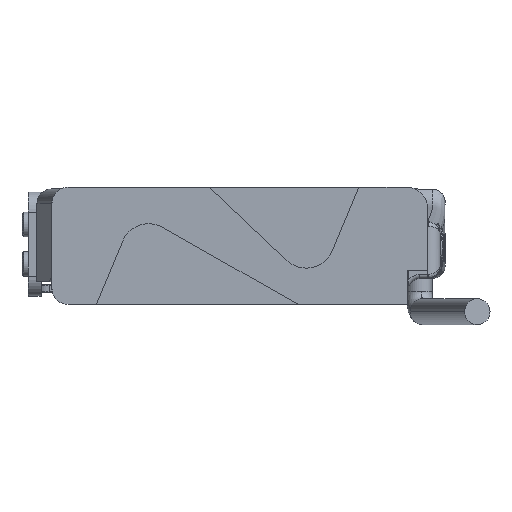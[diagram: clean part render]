
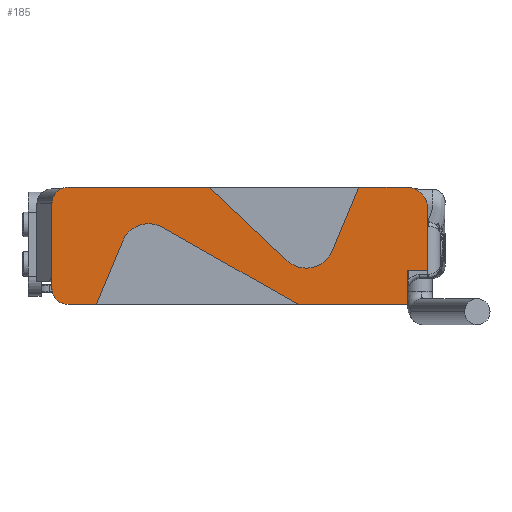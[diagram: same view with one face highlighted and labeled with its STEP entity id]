
A CAD part, left-side view. The second image highlights one B-rep face of the part: STEP entity #185.
In plain terms, the highlighted planar face has unit normal (-1, 0, 0).
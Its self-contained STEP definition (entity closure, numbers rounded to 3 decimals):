
#76 = ORIENTED_EDGE ( 'NONE', *, *, #24135, .F. ) ;
#149 = CARTESIAN_POINT ( 'NONE',  ( -27.1, 15.5, 0. ) ) ;
#185 = ADVANCED_FACE ( 'NONE', ( #30561 ), #26872, .F. ) ;
#215 = VERTEX_POINT ( 'NONE', #38455 ) ;
#545 = EDGE_CURVE ( 'NONE', #14723, #11443, #38938, .T. ) ;
#547 = EDGE_CURVE ( 'NONE', #46282, #17544, #28731, .T. ) ;
#640 = CARTESIAN_POINT ( 'NONE',  ( -27.1, 15.5, 2. ) ) ;
#649 = ORIENTED_EDGE ( 'NONE', *, *, #1040, .F. ) ;
#941 = DIRECTION ( 'NONE',  ( -1., 0., 0. ) ) ;
#1040 = EDGE_CURVE ( 'NONE', #14723, #4569, #5877, .T. ) ;
#1064 = LINE ( 'NONE', #21093, #10120 ) ;
#1271 = ORIENTED_EDGE ( 'NONE', *, *, #45087, .T. ) ;
#1905 = VECTOR ( 'NONE', #38332, 1000. ) ;
#1986 = DIRECTION ( 'NONE',  ( 0., 0.385, -0.923 ) ) ;
#2081 = VERTEX_POINT ( 'NONE', #16319 ) ;
#2380 = CARTESIAN_POINT ( 'NONE',  ( -27.1, -22.5, 14.5 ) ) ;
#2623 = EDGE_CURVE ( 'NONE', #28860, #28836, #35611, .T. ) ;
#3108 = VERTEX_POINT ( 'NONE', #2380 ) ;
#3142 = CIRCLE ( 'NONE', #11196, 3.5 ) ;
#3803 = CARTESIAN_POINT ( 'NONE',  ( -27.1, 15.5, 2.5 ) ) ;
#4458 = EDGE_LOOP ( 'NONE', ( #13410, #46251, #76, #1271, #47816, #42427, #33338, #6231, #37923, #12105, #35915, #27362, #14708, #14652, #7332, #649, #10887 ) ) ;
#4569 = VERTEX_POINT ( 'NONE', #14261 ) ;
#5179 = EDGE_CURVE ( 'NONE', #28860, #46282, #37915, .T. ) ;
#5287 = CARTESIAN_POINT ( 'NONE',  ( -27.1, -4., 14.5 ) ) ;
#5858 = CARTESIAN_POINT ( 'NONE',  ( -27.1, 13.5, 12.5 ) ) ;
#5877 = LINE ( 'NONE', #30760, #35208 ) ;
#6231 = ORIENTED_EDGE ( 'NONE', *, *, #38473, .F. ) ;
#6266 = VECTOR ( 'NONE', #44078, 1000. ) ;
#6417 = AXIS2_PLACEMENT_3D ( 'NONE', #22816, #49589, #26642 ) ;
#6645 = CARTESIAN_POINT ( 'NONE',  ( -27.1, 15.5, 12.5 ) ) ;
#6670 = CARTESIAN_POINT ( 'NONE',  ( -27.1, -31., 12. ) ) ;
#7332 = ORIENTED_EDGE ( 'NONE', *, *, #33989, .F. ) ;
#8055 = CIRCLE ( 'NONE', #23584, 2.5 ) ;
#8256 = LINE ( 'NONE', #40949, #48995 ) ;
#8486 = LINE ( 'NONE', #29340, #47984 ) ;
#8878 = VERTEX_POINT ( 'NONE', #24806 ) ;
#9739 = DIRECTION ( 'NONE',  ( 0., 1., 0. ) ) ;
#10120 = VECTOR ( 'NONE', #1986, 1000. ) ;
#10887 = ORIENTED_EDGE ( 'NONE', *, *, #545, .T. ) ;
#10897 = DIRECTION ( 'NONE',  ( -1., 0., 0. ) ) ;
#10926 = EDGE_CURVE ( 'NONE', #44367, #2081, #8256, .T. ) ;
#11196 = AXIS2_PLACEMENT_3D ( 'NONE', #33830, #10897, #37673 ) ;
#11443 = VERTEX_POINT ( 'NONE', #38559 ) ;
#11464 = VECTOR ( 'NONE', #28916, 1000. ) ;
#11767 = VERTEX_POINT ( 'NONE', #28806 ) ;
#11910 = CARTESIAN_POINT ( 'NONE',  ( -27.1, -15., 0. ) ) ;
#12105 = ORIENTED_EDGE ( 'NONE', *, *, #5179, .T. ) ;
#13410 = ORIENTED_EDGE ( 'NONE', *, *, #21095, .F. ) ;
#14237 = DIRECTION ( 'NONE',  ( 0., 0., -1. ) ) ;
#14261 = CARTESIAN_POINT ( 'NONE',  ( -27.1, 1.769, 9.542 ) ) ;
#14652 = ORIENTED_EDGE ( 'NONE', *, *, #21561, .F. ) ;
#14708 = ORIENTED_EDGE ( 'NONE', *, *, #10926, .T. ) ;
#14723 = VERTEX_POINT ( 'NONE', #11910 ) ;
#15569 = CIRCLE ( 'NONE', #30416, 2. ) ;
#16015 = EDGE_CURVE ( 'NONE', #11767, #44758, #31233, .T. ) ;
#16111 = AXIS2_PLACEMENT_3D ( 'NONE', #3803, #49657, #22905 ) ;
#16310 = DIRECTION ( 'NONE',  ( -1., 0., 0. ) ) ;
#16319 = CARTESIAN_POINT ( 'NONE',  ( -27.1, 10., 0. ) ) ;
#17266 = CARTESIAN_POINT ( 'NONE',  ( -27.1, 13.5, 0. ) ) ;
#17312 = CARTESIAN_POINT ( 'NONE',  ( -27.1, 15.5, 14.5 ) ) ;
#17519 = VERTEX_POINT ( 'NONE', #31258 ) ;
#17544 = VERTEX_POINT ( 'NONE', #640 ) ;
#17774 = VECTOR ( 'NONE', #32051, 1000. ) ;
#18013 = VERTEX_POINT ( 'NONE', #6670 ) ;
#21093 = CARTESIAN_POINT ( 'NONE',  ( -27.1, 10., 0. ) ) ;
#21095 = EDGE_CURVE ( 'NONE', #11767, #11443, #47286, .T. ) ;
#21561 = EDGE_CURVE ( 'NONE', #215, #2081, #1064, .T. ) ;
#22816 = CARTESIAN_POINT ( 'NONE',  ( -27.1, 3.5, 6.5 ) ) ;
#22844 = LINE ( 'NONE', #25066, #11464 ) ;
#22905 = DIRECTION ( 'NONE',  ( 0., 1., 0. ) ) ;
#23427 = CARTESIAN_POINT ( 'NONE',  ( -27.1, 15.5, 4.2 ) ) ;
#23584 = AXIS2_PLACEMENT_3D ( 'NONE', #39257, #16310, #43112 ) ;
#23911 = CARTESIAN_POINT ( 'NONE',  ( -27.1, 13.5, 2. ) ) ;
#24135 = EDGE_CURVE ( 'NONE', #18013, #44758, #28245, .T. ) ;
#24806 = CARTESIAN_POINT ( 'NONE',  ( -27.1, -28.5, 14.5 ) ) ;
#25066 = CARTESIAN_POINT ( 'NONE',  ( -27.1, -19.231, 6.654 ) ) ;
#25833 = AXIS2_PLACEMENT_3D ( 'NONE', #5858, #32639, #9739 ) ;
#26642 = DIRECTION ( 'NONE',  ( 0., -1., 0. ) ) ;
#26872 = PLANE ( 'NONE',  #16111 ) ;
#26918 = CARTESIAN_POINT ( 'NONE',  ( -27.1, 15.5, 2.5 ) ) ;
#27362 = ORIENTED_EDGE ( 'NONE', *, *, #42112, .T. ) ;
#27523 = VECTOR ( 'NONE', #38504, 1000. ) ;
#27578 = CARTESIAN_POINT ( 'NONE',  ( -27.1, -31., 4.2 ) ) ;
#27642 = CARTESIAN_POINT ( 'NONE',  ( -27.1, 13.5, 14.5 ) ) ;
#27754 = DIRECTION ( 'NONE',  ( 0., 1., 0. ) ) ;
#28245 = LINE ( 'NONE', #37133, #37234 ) ;
#28505 = DIRECTION ( 'NONE',  ( 0., 0., -1. ) ) ;
#28731 = LINE ( 'NONE', #26918, #27523 ) ;
#28799 = CARTESIAN_POINT ( 'NONE',  ( -27.1, -13.6, 5.453 ) ) ;
#28806 = CARTESIAN_POINT ( 'NONE',  ( -27.1, -28.5, 4.2 ) ) ;
#28836 = VERTEX_POINT ( 'NONE', #46374 ) ;
#28860 = VERTEX_POINT ( 'NONE', #27642 ) ;
#28916 = DIRECTION ( 'NONE',  ( 0., -0.385, 0.923 ) ) ;
#29340 = CARTESIAN_POINT ( 'NONE',  ( -27.1, 15.5, 14.5 ) ) ;
#30016 = EDGE_CURVE ( 'NONE', #3108, #8878, #8486, .T. ) ;
#30416 = AXIS2_PLACEMENT_3D ( 'NONE', #23911, #941, #27754 ) ;
#30561 = FACE_OUTER_BOUND ( 'NONE', #4458, .T. ) ;
#30760 = CARTESIAN_POINT ( 'NONE',  ( -27.1, 1.769, 9.542 ) ) ;
#31233 = LINE ( 'NONE', #23427, #1905 ) ;
#31258 = CARTESIAN_POINT ( 'NONE',  ( -27.1, -19.231, 6.654 ) ) ;
#32051 = DIRECTION ( 'NONE',  ( 0., -0.728, -0.686 ) ) ;
#32639 = DIRECTION ( 'NONE',  ( -1., 0., 0. ) ) ;
#33338 = ORIENTED_EDGE ( 'NONE', *, *, #41380, .F. ) ;
#33775 = DIRECTION ( 'NONE',  ( 0., -1., 0. ) ) ;
#33830 = CARTESIAN_POINT ( 'NONE',  ( -27.1, -16., 8. ) ) ;
#33989 = EDGE_CURVE ( 'NONE', #4569, #215, #49038, .T. ) ;
#35208 = VECTOR ( 'NONE', #38521, 1000. ) ;
#35611 = LINE ( 'NONE', #17312, #6266 ) ;
#35915 = ORIENTED_EDGE ( 'NONE', *, *, #547, .T. ) ;
#37133 = CARTESIAN_POINT ( 'NONE',  ( -27.1, -31., 2.5 ) ) ;
#37234 = VECTOR ( 'NONE', #14237, 1000. ) ;
#37673 = DIRECTION ( 'NONE',  ( 0., 1., 0. ) ) ;
#37915 = CIRCLE ( 'NONE', #25833, 2. ) ;
#37923 = ORIENTED_EDGE ( 'NONE', *, *, #2623, .F. ) ;
#38115 = LINE ( 'NONE', #5287, #17774 ) ;
#38321 = VECTOR ( 'NONE', #28505, 1000. ) ;
#38332 = DIRECTION ( 'NONE',  ( 0., -1., 0. ) ) ;
#38455 = CARTESIAN_POINT ( 'NONE',  ( -27.1, 6.731, 7.846 ) ) ;
#38473 = EDGE_CURVE ( 'NONE', #28836, #41254, #38115, .T. ) ;
#38504 = DIRECTION ( 'NONE',  ( 0., 0., -1. ) ) ;
#38521 = DIRECTION ( 'NONE',  ( 0., 0.869, 0.495 ) ) ;
#38559 = CARTESIAN_POINT ( 'NONE',  ( -27.1, -28.5, 0. ) ) ;
#38938 = LINE ( 'NONE', #149, #47897 ) ;
#39257 = CARTESIAN_POINT ( 'NONE',  ( -27.1, -28.5, 12. ) ) ;
#39877 = CARTESIAN_POINT ( 'NONE',  ( -27.1, -28.5, 2.5 ) ) ;
#40949 = CARTESIAN_POINT ( 'NONE',  ( -27.1, 15.5, 0. ) ) ;
#41254 = VERTEX_POINT ( 'NONE', #28799 ) ;
#41380 = EDGE_CURVE ( 'NONE', #41254, #17519, #3142, .T. ) ;
#41764 = EDGE_CURVE ( 'NONE', #17519, #3108, #22844, .T. ) ;
#42112 = EDGE_CURVE ( 'NONE', #17544, #44367, #15569, .T. ) ;
#42427 = ORIENTED_EDGE ( 'NONE', *, *, #41764, .F. ) ;
#43112 = DIRECTION ( 'NONE',  ( 0., 1., 0. ) ) ;
#44078 = DIRECTION ( 'NONE',  ( 0., -1., 0. ) ) ;
#44367 = VERTEX_POINT ( 'NONE', #17266 ) ;
#44740 = DIRECTION ( 'NONE',  ( 0., -1., 0. ) ) ;
#44758 = VERTEX_POINT ( 'NONE', #27578 ) ;
#45087 = EDGE_CURVE ( 'NONE', #18013, #8878, #8055, .T. ) ;
#45820 = DIRECTION ( 'NONE',  ( 0., -1., 0. ) ) ;
#46251 = ORIENTED_EDGE ( 'NONE', *, *, #16015, .T. ) ;
#46282 = VERTEX_POINT ( 'NONE', #6645 ) ;
#46374 = CARTESIAN_POINT ( 'NONE',  ( -27.1, -4., 14.5 ) ) ;
#47286 = LINE ( 'NONE', #39877, #38321 ) ;
#47816 = ORIENTED_EDGE ( 'NONE', *, *, #30016, .F. ) ;
#47897 = VECTOR ( 'NONE', #45820, 1000. ) ;
#47984 = VECTOR ( 'NONE', #44740, 1000. ) ;
#48995 = VECTOR ( 'NONE', #33775, 1000. ) ;
#49038 = CIRCLE ( 'NONE', #6417, 3.5 ) ;
#49589 = DIRECTION ( 'NONE',  ( -1., 0., 0. ) ) ;
#49657 = DIRECTION ( 'NONE',  ( 1., 0., 0. ) ) ;
